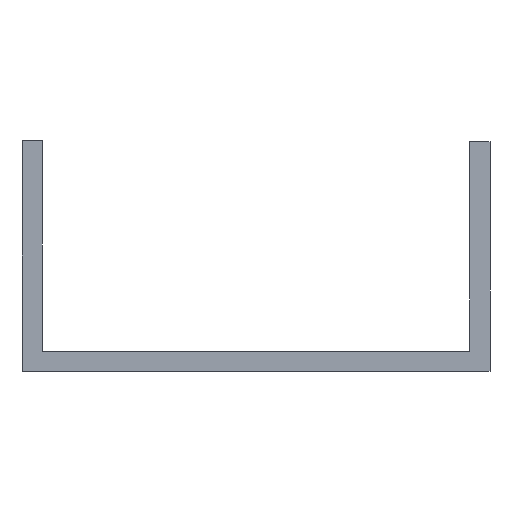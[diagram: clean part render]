
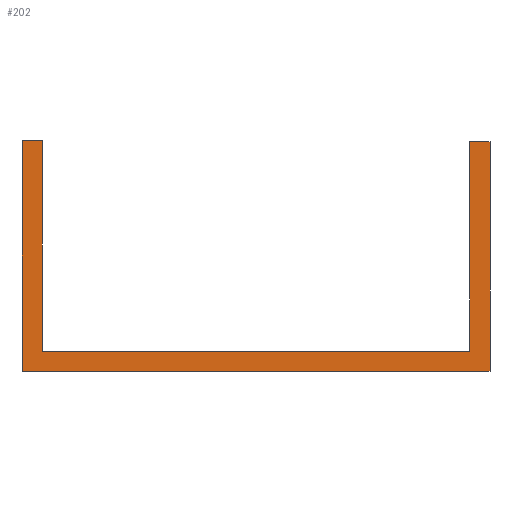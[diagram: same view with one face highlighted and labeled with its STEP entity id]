
A CAD part, front view. The second image highlights one B-rep face of the part: STEP entity #202.
In plain terms, the highlighted planar face has unit normal (0, -1, 0).
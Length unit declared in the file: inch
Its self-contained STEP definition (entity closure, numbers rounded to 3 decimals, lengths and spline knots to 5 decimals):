
#25=FACE_OUTER_BOUND('',#35,.T.);
#35=EDGE_LOOP('',(#164,#165,#166,#167,#168,#169,#170,#171));
#36=LINE('',#265,#60);
#40=LINE('',#273,#64);
#43=LINE('',#279,#67);
#46=LINE('',#285,#70);
#49=LINE('',#291,#73);
#52=LINE('',#297,#76);
#55=LINE('',#303,#79);
#58=LINE('',#308,#82);
#60=VECTOR('',#219,2.);
#64=VECTOR('',#225,20.97974);
#67=VECTOR('',#230,42.71714);
#70=VECTOR('',#235,20.89785);
#73=VECTOR('',#240,2.);
#76=VECTOR('',#245,22.89402);
#79=VECTOR('',#250,46.71714);
#82=VECTOR('',#255,22.98357);
#84=VERTEX_POINT('',#263);
#85=VERTEX_POINT('',#264);
#88=VERTEX_POINT('',#272);
#90=VERTEX_POINT('',#278);
#92=VERTEX_POINT('',#284);
#94=VERTEX_POINT('',#290);
#96=VERTEX_POINT('',#296);
#98=VERTEX_POINT('',#302);
#100=EDGE_CURVE('',#84,#85,#36,.T.);
#104=EDGE_CURVE('',#85,#88,#40,.T.);
#107=EDGE_CURVE('',#88,#90,#43,.T.);
#110=EDGE_CURVE('',#90,#92,#46,.T.);
#113=EDGE_CURVE('',#92,#94,#49,.T.);
#116=EDGE_CURVE('',#94,#96,#52,.T.);
#119=EDGE_CURVE('',#96,#98,#55,.T.);
#122=EDGE_CURVE('',#98,#84,#58,.T.);
#164=ORIENTED_EDGE('',*,*,#100,.F.);
#165=ORIENTED_EDGE('',*,*,#122,.F.);
#166=ORIENTED_EDGE('',*,*,#119,.F.);
#167=ORIENTED_EDGE('',*,*,#116,.F.);
#168=ORIENTED_EDGE('',*,*,#113,.F.);
#169=ORIENTED_EDGE('',*,*,#110,.F.);
#170=ORIENTED_EDGE('',*,*,#107,.F.);
#171=ORIENTED_EDGE('',*,*,#104,.F.);
#181=PLANE('',#214);
#202=ADVANCED_FACE('',(#25),#181,.F.);
#214=AXIS2_PLACEMENT_3D('',#311,#259,#260);
#219=DIRECTION('',(1.,0.,-0.002));
#225=DIRECTION('',(0.,0.,-1.));
#230=DIRECTION('',(1.,0.,0.));
#235=DIRECTION('',(0.,0.,1.));
#240=DIRECTION('',(1.,0.,-0.002));
#245=DIRECTION('',(0.,0.,-1.));
#250=DIRECTION('',(-1.,0.,0.));
#255=DIRECTION('',(0.,0.,1.));
#259=DIRECTION('center_axis',(0.,1.,0.));
#260=DIRECTION('ref_axis',(0.,0.,1.));
#263=CARTESIAN_POINT('',(47.46714,0.,-0.09099));
#264=CARTESIAN_POINT('',(49.46714,0.,-0.09482));
#265=CARTESIAN_POINT('',(49.46714,0.,-0.09482));
#272=CARTESIAN_POINT('',(49.46714,0.,-21.07456));
#273=CARTESIAN_POINT('',(49.46714,0.,-21.07456));
#278=CARTESIAN_POINT('',(92.18429,0.,-21.07456));
#279=CARTESIAN_POINT('',(49.46714,0.,-21.07456));
#284=CARTESIAN_POINT('',(92.18429,0.,-0.17671));
#285=CARTESIAN_POINT('',(92.18429,0.,-21.07456));
#290=CARTESIAN_POINT('',(94.18429,0.,-0.18054));
#291=CARTESIAN_POINT('',(94.18429,0.,-0.18054));
#296=CARTESIAN_POINT('',(94.18429,0.,-23.07456));
#297=CARTESIAN_POINT('',(94.18429,0.,-23.07456));
#302=CARTESIAN_POINT('',(47.46714,0.,-23.07456));
#303=CARTESIAN_POINT('',(47.46714,0.,-23.07456));
#308=CARTESIAN_POINT('',(47.46714,0.,-23.07456));
#311=CARTESIAN_POINT('Origin',(0.,0.,0.));
